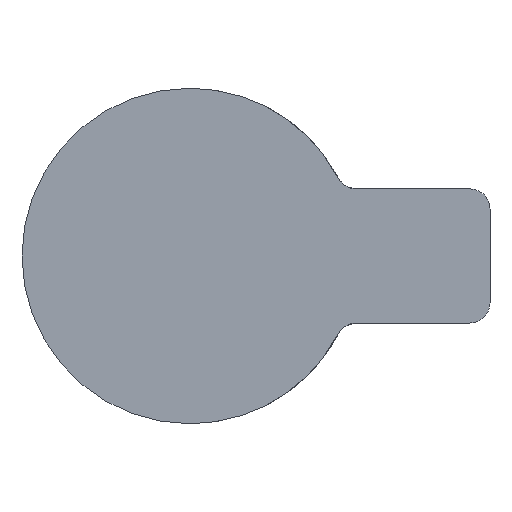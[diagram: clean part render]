
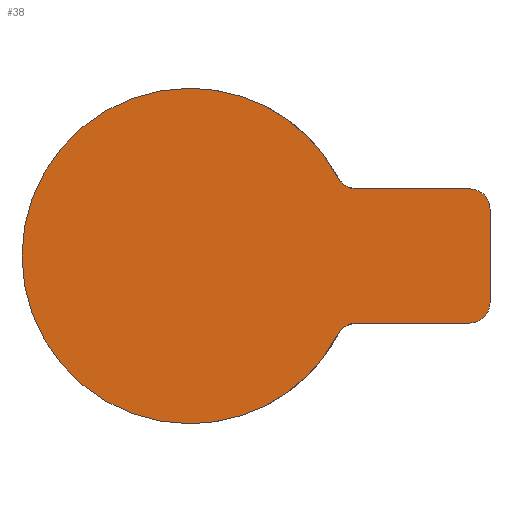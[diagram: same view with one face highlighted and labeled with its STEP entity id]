
A CAD part, front view. The second image highlights one B-rep face of the part: STEP entity #38.
In plain terms, the highlighted planar face has unit normal (0, -1, 0).
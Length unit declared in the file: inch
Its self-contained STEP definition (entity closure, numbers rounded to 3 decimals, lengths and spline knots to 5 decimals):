
#10 = VERTEX_POINT ( 'NONE', #446 ) ;
#21 = VERTEX_POINT ( 'NONE', #868 ) ;
#38 = ADVANCED_FACE ( 'NONE', ( #1748 ), #1130, .F. ) ;
#85 = CARTESIAN_POINT ( 'NONE',  ( 0.86983, 0., 0.2 ) ) ;
#97 = DIRECTION ( 'NONE',  ( 1., 0., 0. ) ) ;
#154 = ORIENTED_EDGE ( 'NONE', *, *, #1922, .F. ) ;
#186 = CIRCLE ( 'NONE', #526, 0.06 ) ;
#198 = CIRCLE ( 'NONE', #408, 0.06 ) ;
#201 = AXIS2_PLACEMENT_3D ( 'NONE', #1325, #1104, #1092 ) ;
#264 = ORIENTED_EDGE ( 'NONE', *, *, #306, .T. ) ;
#279 = ORIENTED_EDGE ( 'NONE', *, *, #1953, .F. ) ;
#306 = EDGE_CURVE ( 'NONE', #10, #796, #198, .T. ) ;
#319 = DIRECTION ( 'NONE',  ( 0., 0., 1. ) ) ;
#403 = ORIENTED_EDGE ( 'NONE', *, *, #662, .T. ) ;
#408 = AXIS2_PLACEMENT_3D ( 'NONE', #764, #2195, #319 ) ;
#415 = AXIS2_PLACEMENT_3D ( 'NONE', #2580, #1118, #646 ) ;
#446 = CARTESIAN_POINT ( 'NONE',  ( 0.49598, 0., 0.2 ) ) ;
#453 = VECTOR ( 'NONE', #1350, 39.37008 ) ;
#482 = CARTESIAN_POINT ( 'NONE',  ( 0.89507, 0., -0.14 ) ) ;
#502 = ORIENTED_EDGE ( 'NONE', *, *, #1917, .F. ) ;
#526 = AXIS2_PLACEMENT_3D ( 'NONE', #1625, #1665, #2079 ) ;
#566 = CIRCLE ( 'NONE', #2637, 0.5 ) ;
#568 = ORIENTED_EDGE ( 'NONE', *, *, #1225, .F. ) ;
#579 = VERTEX_POINT ( 'NONE', #1537 ) ;
#592 = VERTEX_POINT ( 'NONE', #1080 ) ;
#646 = DIRECTION ( 'NONE',  ( 0., 0., 1. ) ) ;
#662 = EDGE_CURVE ( 'NONE', #592, #1771, #2095, .T. ) ;
#669 = CARTESIAN_POINT ( 'NONE',  ( 0.86983, 0., -0.2 ) ) ;
#670 = VECTOR ( 'NONE', #1144, 39.37008 ) ;
#693 = CARTESIAN_POINT ( 'NONE',  ( 0., 0., 0. ) ) ;
#764 = CARTESIAN_POINT ( 'NONE',  ( 0.49598, 0., 0.26 ) ) ;
#796 = VERTEX_POINT ( 'NONE', #1390 ) ;
#868 = CARTESIAN_POINT ( 'NONE',  ( 0.89507, 0., 0.14 ) ) ;
#870 = LINE ( 'NONE', #2005, #2512 ) ;
#901 = CARTESIAN_POINT ( 'NONE',  ( 0.83414, 0., 0.2 ) ) ;
#924 = DIRECTION ( 'NONE',  ( 0., 1., 0. ) ) ;
#927 = ORIENTED_EDGE ( 'NONE', *, *, #1920, .F. ) ;
#994 =( BOUNDED_CURVE ( )  B_SPLINE_CURVE ( 3, ( #1030, #1725, #85, #901 ),
 .UNSPECIFIED., .F., .F. ) 
 B_SPLINE_CURVE_WITH_KNOTS ( ( 4, 4 ),
 ( 3.14159, 4.71239 ),
 .UNSPECIFIED. ) 
 CURVE ( )  GEOMETRIC_REPRESENTATION_ITEM ( )  RATIONAL_B_SPLINE_CURVE ( ( 1., 0.805, 0.805, 1. ) ) 
 REPRESENTATION_ITEM ( '' )  );
#1030 = CARTESIAN_POINT ( 'NONE',  ( 0.89507, 0., 0.14 ) ) ;
#1061 = ORIENTED_EDGE ( 'NONE', *, *, #2479, .T. ) ;
#1080 = CARTESIAN_POINT ( 'NONE',  ( 0.83414, 0., -0.2 ) ) ;
#1092 = DIRECTION ( 'NONE',  ( 0., 0., 1. ) ) ;
#1095 = CARTESIAN_POINT ( 'NONE',  ( 0., 0., 0. ) ) ;
#1104 = DIRECTION ( 'NONE',  ( 0., 1., 0. ) ) ;
#1107 = CARTESIAN_POINT ( 'NONE',  ( 0.83414, 0., -0.2 ) ) ;
#1118 = DIRECTION ( 'NONE',  ( 0., 1., 0. ) ) ;
#1121 = DIRECTION ( 'NONE',  ( 0., 0., 1. ) ) ;
#1130 = PLANE ( 'NONE',  #415 ) ;
#1144 = DIRECTION ( 'NONE',  ( -1., 0., 0. ) ) ;
#1167 = VERTEX_POINT ( 'NONE', #1729 ) ;
#1225 = EDGE_CURVE ( 'NONE', #1977, #2303, #2685, .T. ) ;
#1258 = ORIENTED_EDGE ( 'NONE', *, *, #1884, .T. ) ;
#1280 = ORIENTED_EDGE ( 'NONE', *, *, #2688, .F. ) ;
#1325 = CARTESIAN_POINT ( 'NONE',  ( 0., 0., 0. ) ) ;
#1336 = CARTESIAN_POINT ( 'NONE',  ( 0.89507, 0., -0.2 ) ) ;
#1350 = DIRECTION ( 'NONE',  ( 0., 0., -1. ) ) ;
#1368 = AXIS2_PLACEMENT_3D ( 'NONE', #1095, #2309, #1930 ) ;
#1390 = CARTESIAN_POINT ( 'NONE',  ( 0.44284, 0., 0.23214 ) ) ;
#1396 = CARTESIAN_POINT ( 'NONE',  ( 0., 0., -0.5 ) ) ;
#1522 = CARTESIAN_POINT ( 'NONE',  ( 0.89507, 0., -0.17515 ) ) ;
#1537 = CARTESIAN_POINT ( 'NONE',  ( 0.44284, 0., -0.23214 ) ) ;
#1579 = CARTESIAN_POINT ( 'NONE',  ( 0., 0., 0.5 ) ) ;
#1625 = CARTESIAN_POINT ( 'NONE',  ( 0.49598, 0., -0.26 ) ) ;
#1665 = DIRECTION ( 'NONE',  ( 0., 1., 0. ) ) ;
#1725 = CARTESIAN_POINT ( 'NONE',  ( 0.89507, 0., 0.17515 ) ) ;
#1729 = CARTESIAN_POINT ( 'NONE',  ( 0.83414, 0., 0.2 ) ) ;
#1748 = FACE_OUTER_BOUND ( 'NONE', #2081, .T. ) ;
#1763 = LINE ( 'NONE', #2155, #670 ) ;
#1771 = VERTEX_POINT ( 'NONE', #2544 ) ;
#1849 = VERTEX_POINT ( 'NONE', #1852 ) ;
#1852 = CARTESIAN_POINT ( 'NONE',  ( 0.49598, 0., -0.2 ) ) ;
#1884 = EDGE_CURVE ( 'NONE', #21, #1167, #994, .T. ) ;
#1917 = EDGE_CURVE ( 'NONE', #579, #1977, #566, .T. ) ;
#1920 = EDGE_CURVE ( 'NONE', #21, #1771, #1966, .T. ) ;
#1922 = EDGE_CURVE ( 'NONE', #2303, #796, #2550, .T. ) ;
#1930 = DIRECTION ( 'NONE',  ( 0., 0., 1. ) ) ;
#1953 = EDGE_CURVE ( 'NONE', #592, #1849, #1763, .T. ) ;
#1966 = LINE ( 'NONE', #1336, #453 ) ;
#1977 = VERTEX_POINT ( 'NONE', #1396 ) ;
#2005 = CARTESIAN_POINT ( 'NONE',  ( 1.00216, 0., 0.2 ) ) ;
#2079 = DIRECTION ( 'NONE',  ( 0., 0., 1. ) ) ;
#2081 = EDGE_LOOP ( 'NONE', ( #279, #403, #927, #1258, #1280, #264, #154, #568, #502, #1061 ) ) ;
#2095 =( BOUNDED_CURVE ( )  B_SPLINE_CURVE ( 3, ( #1107, #669, #1522, #482 ),
 .UNSPECIFIED., .F., .F. ) 
 B_SPLINE_CURVE_WITH_KNOTS ( ( 4, 4 ),
 ( 4.71239, 6.28319 ),
 .UNSPECIFIED. ) 
 CURVE ( )  GEOMETRIC_REPRESENTATION_ITEM ( )  RATIONAL_B_SPLINE_CURVE ( ( 1., 0.805, 0.805, 1. ) ) 
 REPRESENTATION_ITEM ( '' )  );
#2155 = CARTESIAN_POINT ( 'NONE',  ( 0.48806, 0., -0.2 ) ) ;
#2195 = DIRECTION ( 'NONE',  ( 0., 1., 0. ) ) ;
#2303 = VERTEX_POINT ( 'NONE', #1579 ) ;
#2309 = DIRECTION ( 'NONE',  ( 0., 1., 0. ) ) ;
#2479 = EDGE_CURVE ( 'NONE', #579, #1849, #186, .T. ) ;
#2512 = VECTOR ( 'NONE', #97, 39.37008 ) ;
#2544 = CARTESIAN_POINT ( 'NONE',  ( 0.89507, 0., -0.14 ) ) ;
#2550 = CIRCLE ( 'NONE', #201, 0.5 ) ;
#2580 = CARTESIAN_POINT ( 'NONE',  ( 0., 0., 0. ) ) ;
#2637 = AXIS2_PLACEMENT_3D ( 'NONE', #693, #924, #1121 ) ;
#2685 = CIRCLE ( 'NONE', #1368, 0.5 ) ;
#2688 = EDGE_CURVE ( 'NONE', #10, #1167, #870, .T. ) ;
